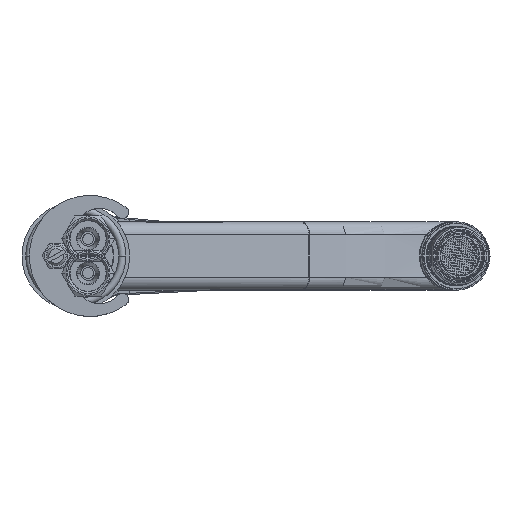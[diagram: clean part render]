
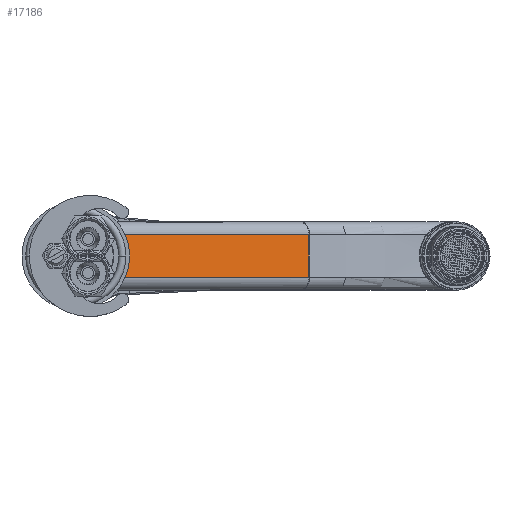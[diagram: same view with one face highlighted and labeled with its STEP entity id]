
A CAD part, front view. The second image highlights one B-rep face of the part: STEP entity #17186.
In plain terms, the highlighted planar face has unit normal (0.602, -0.799, 0).
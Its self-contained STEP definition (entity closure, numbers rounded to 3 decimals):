
#15554=DIRECTION('',(0.,0.,-1.));
#15555=VECTOR('',#15554,17.508);
#15556=CARTESIAN_POINT('',(95.515,61.894,8.754));
#15557=LINE('',#15556,#15555);
#15563=CARTESIAN_POINT('',(20.35,5.253,0.));
#15564=CARTESIAN_POINT('',(20.35,5.253,-3.146));
#15565=CARTESIAN_POINT('',(19.658,4.731,
-6.052));
#15566=CARTESIAN_POINT('',(18.371,3.762,
-8.754));
#15568=CARTESIAN_POINT('',(18.371,3.762,8.754));
#15569=CARTESIAN_POINT('',(19.658,4.731,6.052));
#15570=CARTESIAN_POINT('',(20.35,5.253,3.146));
#15571=CARTESIAN_POINT('',(20.35,5.253,0.));
#15573=DIRECTION('',(0.799,0.602,0.));
#15574=VECTOR('',#15573,96.595);
#15575=CARTESIAN_POINT('',(18.371,3.762,8.754));
#15576=LINE('',#15575,#15574);
#15598=DIRECTION('',(0.799,0.602,0.));
#15599=VECTOR('',#15598,96.595);
#15600=CARTESIAN_POINT('',(18.371,3.762,
-8.754));
#15601=LINE('',#15600,#15599);
#15923=CARTESIAN_POINT('',(95.515,61.894,8.754));
#15924=CARTESIAN_POINT('',(95.515,61.894,
-8.754));
#15925=VERTEX_POINT('',#15923);
#15926=VERTEX_POINT('',#15924);
#15951=VERTEX_POINT('',#15563);
#15952=VERTEX_POINT('',#15566);
#15953=VERTEX_POINT('',#15568);
#17171=CARTESIAN_POINT('',(9.027,-3.28,
8.754));
#17172=DIRECTION('',(0.602,-0.799,0.));
#17173=DIRECTION('',(0.,0.,-1.));
#17174=AXIS2_PLACEMENT_3D('',#17171,#17172,#17173);
#17175=PLANE('',#17174);
#17177=ORIENTED_EDGE('',*,*,#17176,.F.);
#17178=ORIENTED_EDGE('',*,*,#16103,.F.);
#17180=ORIENTED_EDGE('',*,*,#17179,.T.);
#17181=ORIENTED_EDGE('',*,*,#17165,.T.);
#17183=ORIENTED_EDGE('',*,*,#17182,.F.);
#17184=EDGE_LOOP('',(#17177,#17178,#17180,#17181,#17183));
#17185=FACE_OUTER_BOUND('',#17184,.F.);
#17186=ADVANCED_FACE('',(#17185),#17175,.T.);
#15567=B_SPLINE_CURVE_WITH_KNOTS('',3,(#15563,#15564,#15565,#15566),
.UNSPECIFIED.,.F.,.F.,(4,4),(0.,1.),.UNSPECIFIED.);
#15572=B_SPLINE_CURVE_WITH_KNOTS('',3,(#15568,#15569,#15570,#15571),
.UNSPECIFIED.,.F.,.F.,(4,4),(0.,1.),.UNSPECIFIED.);
#16103=EDGE_CURVE('',#15953,#15951,#15572,.T.);
#17165=EDGE_CURVE('',#15925,#15926,#15557,.T.);
#17176=EDGE_CURVE('',#15951,#15952,#15567,.T.);
#17179=EDGE_CURVE('',#15953,#15925,#15576,.T.);
#17182=EDGE_CURVE('',#15952,#15926,#15601,.T.);
